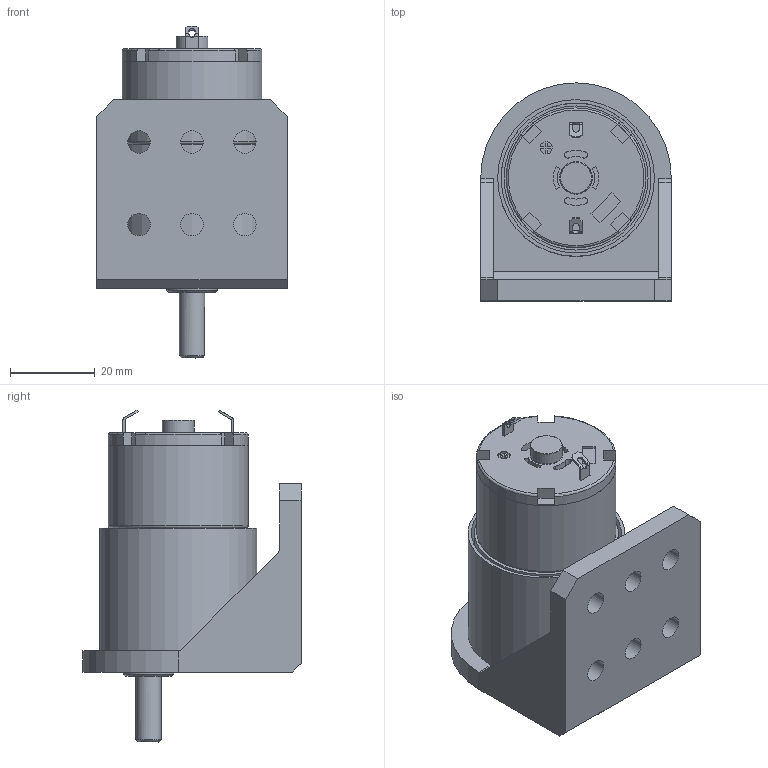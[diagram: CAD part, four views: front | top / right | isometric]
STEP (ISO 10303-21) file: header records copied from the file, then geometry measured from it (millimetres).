
FILE_DESCRIPTION(('FreeCAD Model'),'2;1');
FILE_NAME('Open CASCADE Shape Model','2025-08-28T21:43:03',(''),(''), 'Open CASCADE STEP processor 7.8','FreeCAD','Unknown');
FILE_SCHEMA(('AUTOMOTIVE_DESIGN { 1 0 10303 214 1 1 1 1 }'));
Length unit declared in the file: millimetre
Products named in the file (3): Assieme_drone2; MM-JGB37 v005; JGB37-520
Assembly tree (2 placements, depth 2):
  Assieme_drone2
    MM-JGB37 v005
    JGB37-520
Bounding box: 45.01 x 51.51 x 78.38 mm (x, y, z)
Volume: 34731 mm3; surface area: 30817.1 mm2
Topology: 12 solids, 12 shells, 282 faces, 1786 edges, 4744 vertices
Faces by surface type: plane 161, cylinder 85, torus 14, cone 13, sphere 5, bspline 4
Full cylindrical faces by diameter (mm): 1.6 x3, 2 x3, 2.5 x6, 2.6 x3, 3.5 x6, 4 x3, 4.2 x3, 5.3 x6, 6 x4, 7.5 x1, 12 x1, 12.5 x1, 32 x2, 33 x1, 34 x1, 35.4 x1, 37 x1
Entity records: 24178 total; most frequent: CARTESIAN_POINT 8091, DIRECTION 3004, ORIENTED_EDGE 1328, GEOMETRIC_CURVE_SET 1123, TRIMMED_CURVE 1122, AXIS2_PLACEMENT_3D 1003, LINE 998, VECTOR 998
